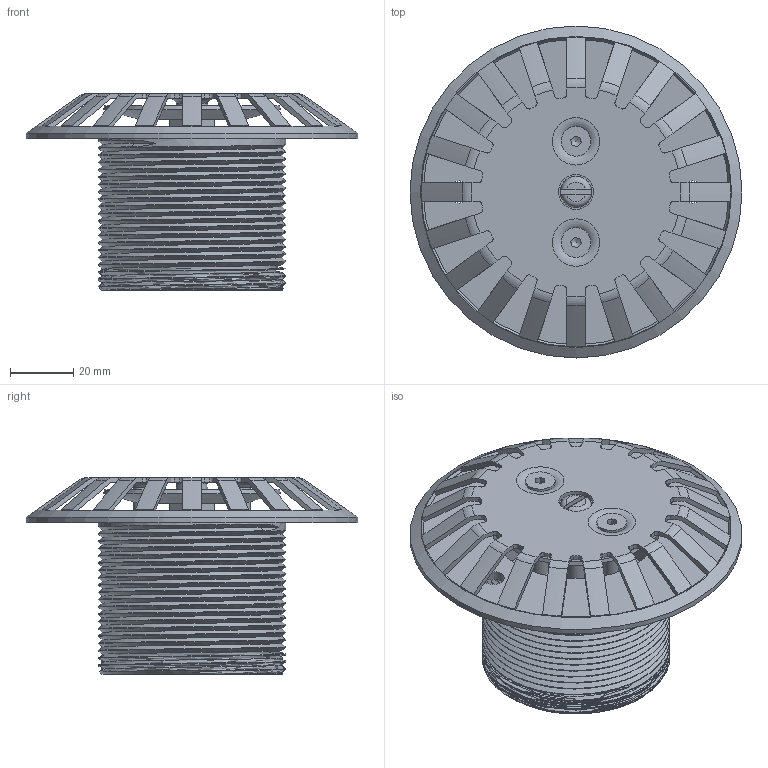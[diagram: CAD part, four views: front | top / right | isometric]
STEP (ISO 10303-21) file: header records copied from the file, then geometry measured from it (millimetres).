
FILE_DESCRIPTION(('STEP AP214'), '1');
FILE_NAME('Ð07-06.2 Ôîðñóíêà äîííàÿ ðåãóëèðóåìàÿ ðàññåèâàþùàÿ (íàðóæíàÿ 2)', '2025-02-26T11:59:30', ('Runwill'), (''), 'C3D Converter', 'C3D Toolkit', '');
FILE_SCHEMA(('AUTOMOTIVE_DESIGN { 1 0 10303 214 3 1 1}'));
Length unit declared in the file: millimetre
Assembly tree (7 placements, depth 3):
  (unnamed)
    (unnamed)
    (unnamed)
      (unnamed)
    (unnamed)
    (unnamed)
    (unnamed)
    (unnamed)
Bounding box: 105 x 105 x 62.27 mm (x, y, z)
Volume: 57222.3 mm3; surface area: 57948.7 mm2
Topology: 7 solids, 7 shells, 342 faces, 960 edges, 635 vertices
Faces by surface type: cylinder 121, plane 96, cone 73, torus 50, bspline 2
Full cylindrical faces by diameter (mm): 4.2 x2, 4.917 x1, 5 x2, 6 x1, 6.5 x1, 7 x3, 9.43 x2, 11 x1, 53 x2, 59.414 x1, 105 x1
Entity records: 21821 total; most frequent: CARTESIAN_POINT 12874, ORIENTED_EDGE 1840, DIRECTION 1711, EDGE_CURVE 920, AXIS2_PLACEMENT_3D 713, VERTEX_POINT 631, EDGE_LOOP 407, CIRCLE 366
